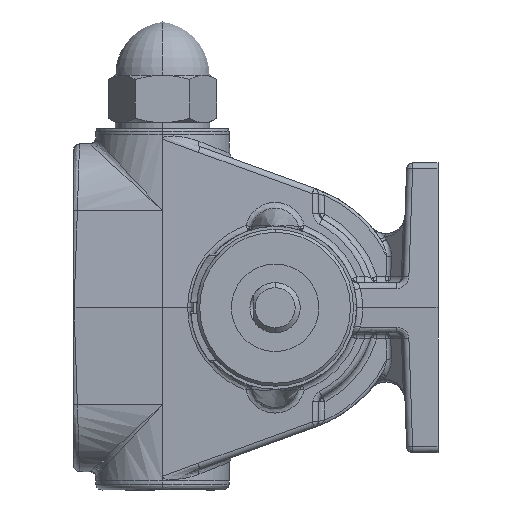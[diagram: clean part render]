
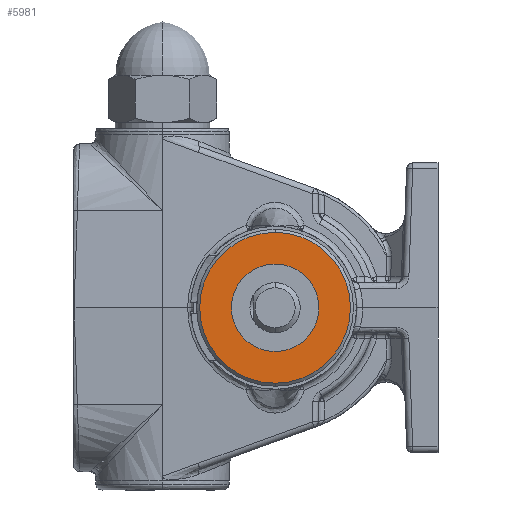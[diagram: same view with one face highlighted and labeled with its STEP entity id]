
A CAD part, left-side view. The second image highlights one B-rep face of the part: STEP entity #5981.
In plain terms, the highlighted planar face has unit normal (-1, 0, 0).
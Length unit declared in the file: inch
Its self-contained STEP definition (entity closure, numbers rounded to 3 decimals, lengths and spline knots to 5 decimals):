
#13 = DIRECTION ( 'NONE',  ( 0., 0., 1. ) ) ;
#497 = CARTESIAN_POINT ( 'NONE',  ( -4.42162, 0.78, 0. ) ) ;
#904 = CARTESIAN_POINT ( 'NONE',  ( -4.42162, 0., 0. ) ) ;
#1165 = ORIENTED_EDGE ( 'NONE', *, *, #39263, .T. ) ;
#1500 = AXIS2_PLACEMENT_3D ( 'NONE', #904, #24060, #4205 ) ;
#2907 = EDGE_CURVE ( 'NONE', #40700, #39515, #17327, .T. ) ;
#3711 = VERTEX_POINT ( 'NONE', #39128 ) ;
#4073 = EDGE_CURVE ( 'NONE', #3711, #27202, #41653, .T. ) ;
#4205 = DIRECTION ( 'NONE',  ( 0., 0., 1. ) ) ;
#4452 = EDGE_CURVE ( 'NONE', #27202, #3711, #31821, .T. ) ;
#5981 = ADVANCED_FACE ( 'NONE', ( #36887, #10547 ), #7018, .T. ) ;
#7018 = PLANE ( 'NONE',  #26786 ) ;
#7159 = DIRECTION ( 'NONE',  ( 0., 0., 1. ) ) ;
#8553 = EDGE_LOOP ( 'NONE', ( #23165, #22973 ) ) ;
#9715 = CARTESIAN_POINT ( 'NONE',  ( -4.42162, 0., 0. ) ) ;
#10547 = FACE_BOUND ( 'NONE', #8553, .T. ) ;
#13024 = DIRECTION ( 'NONE',  ( 0., 0., -1. ) ) ;
#15981 = CARTESIAN_POINT ( 'NONE',  ( -4.42162, 0., 0. ) ) ;
#17302 = CARTESIAN_POINT ( 'NONE',  ( -4.42162, 0., 0.75 ) ) ;
#17327 = CIRCLE ( 'NONE', #1500, 0.75 ) ;
#17937 = AXIS2_PLACEMENT_3D ( 'NONE', #39595, #19807, #13 ) ;
#18982 = AXIS2_PLACEMENT_3D ( 'NONE', #9715, #32797, #13024 ) ;
#18992 = CARTESIAN_POINT ( 'NONE',  ( -4.42162, 0., -0.75 ) ) ;
#19272 = DIRECTION ( 'NONE',  ( 0., 0., -1. ) ) ;
#19807 = DIRECTION ( 'NONE',  ( -1., 0., 0. ) ) ;
#22181 = CIRCLE ( 'NONE', #17937, 0.75 ) ;
#22973 = ORIENTED_EDGE ( 'NONE', *, *, #4452, .T. ) ;
#23165 = ORIENTED_EDGE ( 'NONE', *, *, #4073, .T. ) ;
#23281 = CARTESIAN_POINT ( 'NONE',  ( -4.42162, 0., 0.435 ) ) ;
#24060 = DIRECTION ( 'NONE',  ( -1., 0., 0. ) ) ;
#26421 = ORIENTED_EDGE ( 'NONE', *, *, #2907, .T. ) ;
#26786 = AXIS2_PLACEMENT_3D ( 'NONE', #497, #26960, #7159 ) ;
#26960 = DIRECTION ( 'NONE',  ( -1., 0., 0. ) ) ;
#27202 = VERTEX_POINT ( 'NONE', #23281 ) ;
#29945 = EDGE_LOOP ( 'NONE', ( #1165, #26421 ) ) ;
#31821 = CIRCLE ( 'NONE', #40279, 0.435 ) ;
#32797 = DIRECTION ( 'NONE',  ( 1., 0., 0. ) ) ;
#36887 = FACE_OUTER_BOUND ( 'NONE', #29945, .T. ) ;
#39065 = DIRECTION ( 'NONE',  ( 1., 0., 0. ) ) ;
#39128 = CARTESIAN_POINT ( 'NONE',  ( -4.42162, 0., -0.435 ) ) ;
#39263 = EDGE_CURVE ( 'NONE', #39515, #40700, #22181, .T. ) ;
#39515 = VERTEX_POINT ( 'NONE', #18992 ) ;
#39595 = CARTESIAN_POINT ( 'NONE',  ( -4.42162, 0., 0. ) ) ;
#40279 = AXIS2_PLACEMENT_3D ( 'NONE', #15981, #39065, #19272 ) ;
#40700 = VERTEX_POINT ( 'NONE', #17302 ) ;
#41653 = CIRCLE ( 'NONE', #18982, 0.435 ) ;
